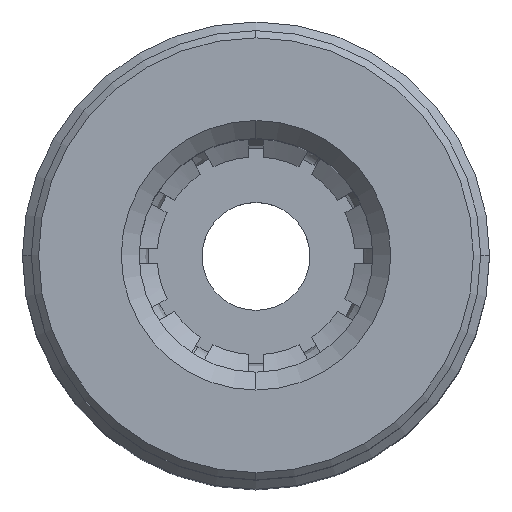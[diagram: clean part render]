
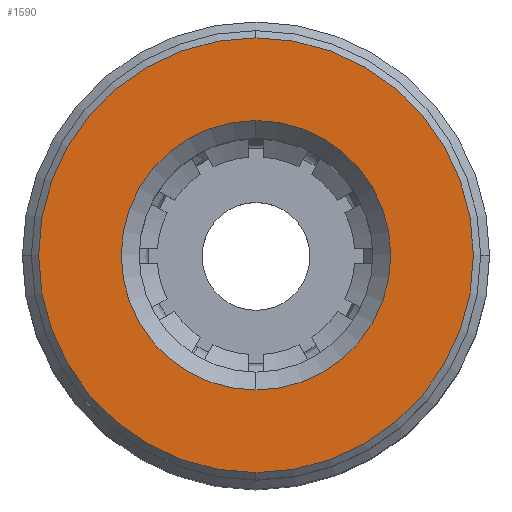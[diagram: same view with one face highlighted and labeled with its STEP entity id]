
A CAD part, top view. The second image highlights one B-rep face of the part: STEP entity #1590.
In plain terms, the highlighted planar face has unit normal (0, 0, 1).
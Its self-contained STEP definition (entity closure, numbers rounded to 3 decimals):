
#64 = CARTESIAN_POINT ( 'NONE',  ( 5.31, 6.853, 16.747 ) ) ;
#117 = CARTESIAN_POINT ( 'NONE',  ( 5.31, 6.853, 16.747 ) ) ;
#238 = CARTESIAN_POINT ( 'NONE',  ( 5.31, 0.803, 16.747 ) ) ;
#654 = VERTEX_POINT ( 'NONE', #238 ) ;
#855 = AXIS2_PLACEMENT_3D ( 'NONE', #15243, #2135, #17440 ) ;
#1193 = EDGE_CURVE ( 'NONE', #27698, #25509, #28106, .T. ) ;
#1590 = ADVANCED_FACE ( 'NONE', ( #10407, #4613 ), #17003, .T. ) ;
#2135 = DIRECTION ( 'NONE',  ( 0., 0., 1. ) ) ;
#2259 = DIRECTION ( 'NONE',  ( 0., 1., 0. ) ) ;
#2316 = DIRECTION ( 'NONE',  ( 0., -1., 0. ) ) ;
#3920 = CARTESIAN_POINT ( 'NONE',  ( 5.31, 6.853, 16.747 ) ) ;
#4318 = AXIS2_PLACEMENT_3D ( 'NONE', #117, #15437, #2316 ) ;
#4613 = FACE_OUTER_BOUND ( 'NONE', #4685, .T. ) ;
#4685 = EDGE_LOOP ( 'NONE', ( #18139, #25102 ) ) ;
#5022 = ORIENTED_EDGE ( 'NONE', *, *, #1193, .T. ) ;
#5148 = EDGE_LOOP ( 'NONE', ( #8095, #5022 ) ) ;
#5304 = CIRCLE ( 'NONE', #855, 6.05 ) ;
#6099 = DIRECTION ( 'NONE',  ( 0., -1., 0. ) ) ;
#8095 = ORIENTED_EDGE ( 'NONE', *, *, #12369, .T. ) ;
#8709 = CIRCLE ( 'NONE', #11295, 6.05 ) ;
#10407 = FACE_BOUND ( 'NONE', #5148, .T. ) ;
#10837 = EDGE_CURVE ( 'NONE', #654, #20151, #5304, .T. ) ;
#11258 = DIRECTION ( 'NONE',  ( 0., 0., -1. ) ) ;
#11295 = AXIS2_PLACEMENT_3D ( 'NONE', #64, #15377, #2259 ) ;
#12369 = EDGE_CURVE ( 'NONE', #25509, #27698, #21862, .T. ) ;
#12435 = AXIS2_PLACEMENT_3D ( 'NONE', #24398, #11258, #26561 ) ;
#15243 = CARTESIAN_POINT ( 'NONE',  ( 5.31, 6.853, 16.747 ) ) ;
#15377 = DIRECTION ( 'NONE',  ( 0., 0., 1. ) ) ;
#15437 = DIRECTION ( 'NONE',  ( 0., 0., -1. ) ) ;
#17003 = PLANE ( 'NONE',  #22476 ) ;
#17440 = DIRECTION ( 'NONE',  ( 0., 1., 0. ) ) ;
#18139 = ORIENTED_EDGE ( 'NONE', *, *, #22783, .T. ) ;
#19215 = DIRECTION ( 'NONE',  ( 0., 0., 1. ) ) ;
#19235 = CARTESIAN_POINT ( 'NONE',  ( 5.31, 10.603, 16.747 ) ) ;
#20151 = VERTEX_POINT ( 'NONE', #25120 ) ;
#21862 = CIRCLE ( 'NONE', #12435, 3.75 ) ;
#22468 = CARTESIAN_POINT ( 'NONE',  ( 5.31, 3.103, 16.747 ) ) ;
#22476 = AXIS2_PLACEMENT_3D ( 'NONE', #3920, #19215, #6099 ) ;
#22783 = EDGE_CURVE ( 'NONE', #20151, #654, #8709, .T. ) ;
#24398 = CARTESIAN_POINT ( 'NONE',  ( 5.31, 6.853, 16.747 ) ) ;
#25102 = ORIENTED_EDGE ( 'NONE', *, *, #10837, .T. ) ;
#25120 = CARTESIAN_POINT ( 'NONE',  ( 5.31, 12.903, 16.747 ) ) ;
#25509 = VERTEX_POINT ( 'NONE', #22468 ) ;
#26561 = DIRECTION ( 'NONE',  ( 0., -1., 0. ) ) ;
#27698 = VERTEX_POINT ( 'NONE', #19235 ) ;
#28106 = CIRCLE ( 'NONE', #4318, 3.75 ) ;
